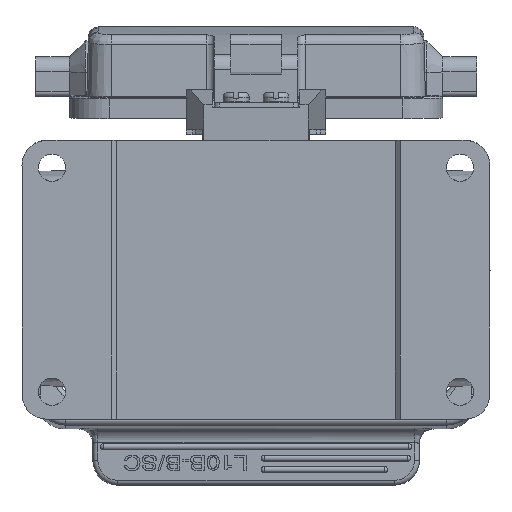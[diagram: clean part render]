
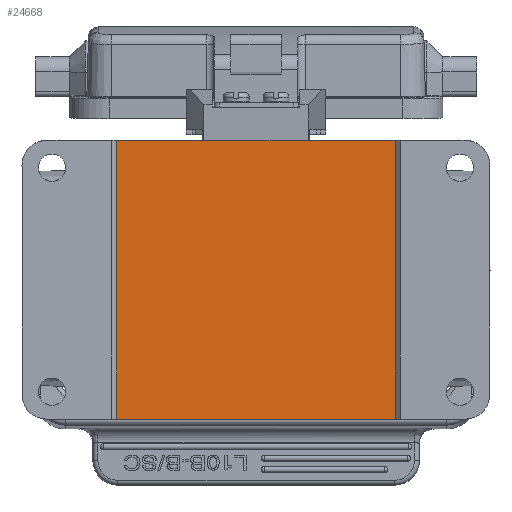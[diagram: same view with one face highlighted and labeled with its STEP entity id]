
A CAD part, front view. The second image highlights one B-rep face of the part: STEP entity #24668.
In plain terms, the highlighted planar face has unit normal (0, -1, -0.009).
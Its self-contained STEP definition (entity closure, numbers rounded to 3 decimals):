
#2725=DIRECTION('',(1.,0.,0.));
#2726=VECTOR('',#2725,56.);
#2727=CARTESIAN_POINT('',(18.986,-21.779,
-50.144));
#2728=LINE('',#2727,#2726);
#3139=DIRECTION('',(-1.,0.,0.));
#3140=VECTOR('',#3139,56.);
#3141=CARTESIAN_POINT('',(74.986,-22.285,5.854));
#3142=LINE('',#3141,#3140);
#3189=DIRECTION('',(0.,-0.009,1.));
#3190=VECTOR('',#3189,56.);
#3191=CARTESIAN_POINT('',(74.986,-21.796,
-50.144));
#3192=LINE('',#3191,#3190);
#3193=DIRECTION('',(0.,-0.009,1.));
#3194=VECTOR('',#3193,56.);
#3195=CARTESIAN_POINT('',(18.986,-21.779,
-50.144));
#3196=LINE('',#3195,#3194);
#17433=CARTESIAN_POINT('',(74.986,-22.285,
5.854));
#17434=VERTEX_POINT('',#17433);
#17435=CARTESIAN_POINT('',(18.986,-22.267,
5.854));
#17436=VERTEX_POINT('',#17435);
#17463=CARTESIAN_POINT('',(18.986,-21.779,
-50.144));
#17464=VERTEX_POINT('',#17463);
#17465=CARTESIAN_POINT('',(74.986,-21.796,
-50.144));
#17466=VERTEX_POINT('',#17465);
#24656=CARTESIAN_POINT('',(46.986,-22.032,
-22.145));
#24657=DIRECTION('',(0.,1.,0.009));
#24658=DIRECTION('',(0.,-0.009,1.));
#24659=AXIS2_PLACEMENT_3D('',#24656,#24657,#24658);
#24660=PLANE('',#24659);
#24661=ORIENTED_EDGE('',*,*,#23920,.F.);
#24663=ORIENTED_EDGE('',*,*,#24662,.T.);
#24664=ORIENTED_EDGE('',*,*,#24592,.F.);
#24665=ORIENTED_EDGE('',*,*,#24648,.F.);
#24666=EDGE_LOOP('',(#24661,#24663,#24664,#24665));
#24667=FACE_OUTER_BOUND('',#24666,.F.);
#23920=EDGE_CURVE('',#17464,#17466,#2728,.T.);
#24592=EDGE_CURVE('',#17434,#17436,#3142,.T.);
#24648=EDGE_CURVE('',#17466,#17434,#3192,.T.);
#24662=EDGE_CURVE('',#17464,#17436,#3196,.T.);
#24668=ADVANCED_FACE('',(#24667),#24660,.F.);
